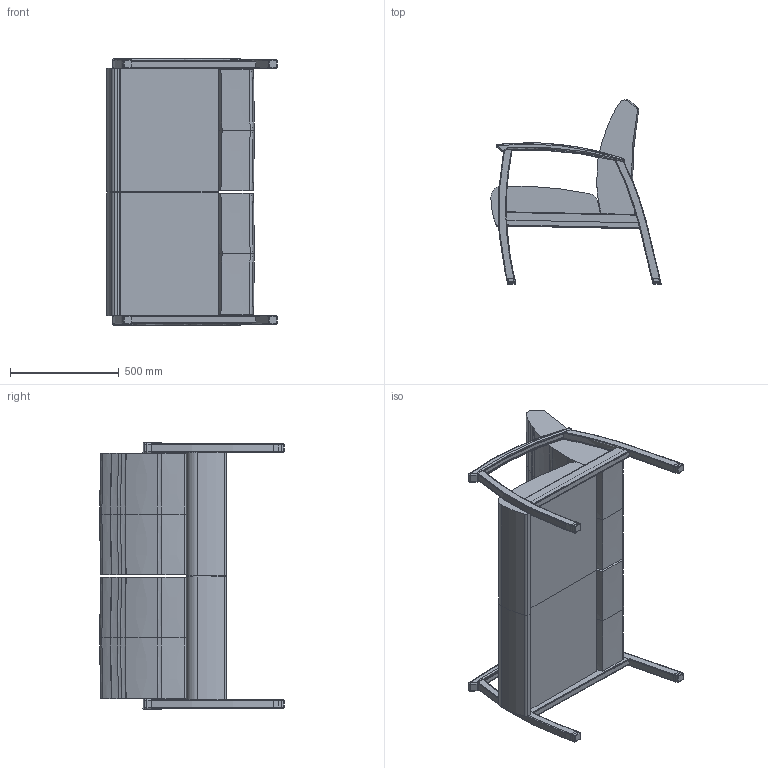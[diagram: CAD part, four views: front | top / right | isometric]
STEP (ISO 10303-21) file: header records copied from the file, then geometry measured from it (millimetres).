
FILE_DESCRIPTION(/* description */ (''),/* implementation_level */ '2;1');
FILE_NAME(/* name */ 'KOL20U.stp',/* time_stamp */ '2015-04-13T15:27:10-04:00',/* author */ ('jbosley'),/* organization */ (''),/* preprocessor_version */ 'ST-DEVELOPER v15.6',/* originating_system */ 'Autodesk Inventor 2015',/* authorisation */ '');
FILE_SCHEMA (('AUTOMOTIVE_DESIGN { 1 0 10303 214 3 1 1 }'));
Length unit declared in the file: inch
Products named in the file (7): KOL10 SEAT; ECM10 ARM L-D; ECM10 FP-B; EV U AC; ECM10 ARM R-D; KOL10 NEW BACK; KOL20
Bounding box: 782.01 x 846.23 x 1222.38 mm (x, y, z)
Volume: 174812768.4 mm3; surface area: 4942880.8 mm2
Topology: 12 solids, 12 shells, 542 faces, 1356 edges, 836 vertices
Faces by surface type: plane 182, bspline 152, cylinder 146, torus 38, sphere 24
Full cylindrical faces by diameter (mm): 4.064 x6
Entity records: 11563 total; most frequent: CARTESIAN_POINT 4092, ORIENTED_EDGE 1604, DIRECTION 1426, EDGE_CURVE 802, AXIS2_PLACEMENT_3D 536, VERTEX_POINT 507, LINE 354, VECTOR 354
